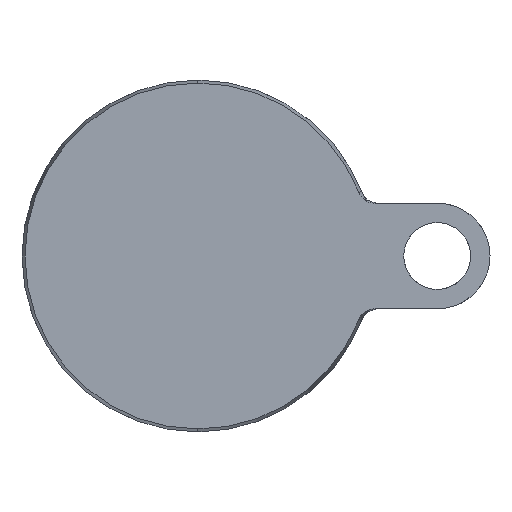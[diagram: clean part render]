
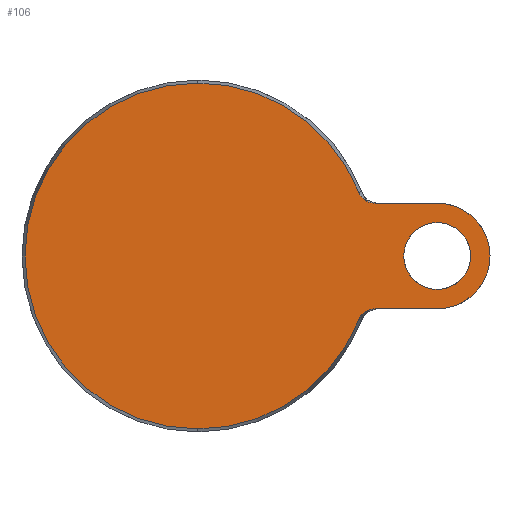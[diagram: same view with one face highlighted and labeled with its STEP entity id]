
A CAD part, front view. The second image highlights one B-rep face of the part: STEP entity #106.
In plain terms, the highlighted planar face has unit normal (0, -1, 0).
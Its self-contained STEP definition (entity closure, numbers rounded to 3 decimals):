
#19 = ORIENTED_EDGE ( 'NONE', *, *, #605, .T. ) ;
#21 = CARTESIAN_POINT ( 'NONE',  ( 68., 0., 0. ) ) ;
#26 = EDGE_LOOP ( 'NONE', ( #421, #1333 ) ) ;
#32 = CARTESIAN_POINT ( 'NONE',  ( 45.66, 0., 18.169 ) ) ;
#34 = CARTESIAN_POINT ( 'NONE',  ( 0., 0., 0. ) ) ;
#61 = EDGE_CURVE ( 'NONE', #1480, #189, #267, .T. ) ;
#67 = DIRECTION ( 'NONE',  ( 0., -1., 0. ) ) ;
#73 = EDGE_CURVE ( 'NONE', #1215, #866, #120, .T. ) ;
#86 = DIRECTION ( 'NONE',  ( 0., -1., 0. ) ) ;
#90 = VERTEX_POINT ( 'NONE', #650 ) ;
#103 = CARTESIAN_POINT ( 'NONE',  ( 45.848, 0., -17.699 ) ) ;
#106 = ADVANCED_FACE ( 'NONE', ( #1460, #1100 ), #302, .F. ) ;
#117 = CARTESIAN_POINT ( 'NONE',  ( 50.113, 0., -15. ) ) ;
#120 = CIRCLE ( 'NONE', #1155, 9.5 ) ;
#140 = B_SPLINE_CURVE_WITH_KNOTS ( 'NONE', 3,
 ( #227, #807, #468, #366, #938, #820, #930, #1387, #1138, #689, #813, #355, #1375, #1151 ),
 .UNSPECIFIED., .F., .F.,
 ( 4, 2, 2, 2, 2, 2, 4 ),
 ( 0., 0.001, 0.002, 0.003, 0.004, 0.004, 0.006 ),
 .UNSPECIFIED. ) ;
#143 = DIRECTION ( 'NONE',  ( 0., 0., 1. ) ) ;
#174 = EDGE_CURVE ( 'NONE', #90, #736, #1418, .T. ) ;
#181 = VERTEX_POINT ( 'NONE', #1441 ) ;
#188 = CARTESIAN_POINT ( 'NONE',  ( 0., 0., 49.143 ) ) ;
#189 = VERTEX_POINT ( 'NONE', #188 ) ;
#197 = AXIS2_PLACEMENT_3D ( 'NONE', #21, #252, #143 ) ;
#209 = DIRECTION ( 'NONE',  ( 0., 1., 0. ) ) ;
#227 = CARTESIAN_POINT ( 'NONE',  ( 50.366, 0., 15. ) ) ;
#235 = VERTEX_POINT ( 'NONE', #1431 ) ;
#239 = CARTESIAN_POINT ( 'NONE',  ( 49.363, 0., -15.093 ) ) ;
#242 = CIRCLE ( 'NONE', #749, 49.143 ) ;
#252 = DIRECTION ( 'NONE',  ( 0., 1., 0. ) ) ;
#254 = EDGE_CURVE ( 'NONE', #795, #235, #1246, .T. ) ;
#267 = CIRCLE ( 'NONE', #1322, 49.143 ) ;
#302 = PLANE ( 'NONE',  #337 ) ;
#304 = VERTEX_POINT ( 'NONE', #740 ) ;
#337 = AXIS2_PLACEMENT_3D ( 'NONE', #781, #209, #669 ) ;
#343 = CARTESIAN_POINT ( 'NONE',  ( 48.637, 0., -15.295 ) ) ;
#355 = CARTESIAN_POINT ( 'NONE',  ( 46.108, 0., 17.258 ) ) ;
#365 = CARTESIAN_POINT ( 'NONE',  ( 68., 0., 0. ) ) ;
#366 = CARTESIAN_POINT ( 'NONE',  ( 48.644, 0., 15.292 ) ) ;
#371 = EDGE_CURVE ( 'NONE', #189, #90, #242, .T. ) ;
#373 = EDGE_LOOP ( 'NONE', ( #1275, #1165, #810, #762, #448, #19, #979, #1145 ) ) ;
#406 = CARTESIAN_POINT ( 'NONE',  ( 68., 0., 0. ) ) ;
#421 = ORIENTED_EDGE ( 'NONE', *, *, #73, .T. ) ;
#445 = CARTESIAN_POINT ( 'NONE',  ( 46.1, 0., -17.269 ) ) ;
#448 = ORIENTED_EDGE ( 'NONE', *, *, #174, .T. ) ;
#468 = CARTESIAN_POINT ( 'NONE',  ( 49.366, 0., 15.074 ) ) ;
#484 = CARTESIAN_POINT ( 'NONE',  ( 15., 0., -15. ) ) ;
#515 = CARTESIAN_POINT ( 'NONE',  ( 68., 0., 15. ) ) ;
#551 = CARTESIAN_POINT ( 'NONE',  ( 45.66, 0., -18.169 ) ) ;
#596 = LINE ( 'NONE', #1327, #630 ) ;
#605 = EDGE_CURVE ( 'NONE', #736, #181, #687, .T. ) ;
#609 = DIRECTION ( 'NONE',  ( -1., 0., 0. ) ) ;
#624 = DIRECTION ( 'NONE',  ( 0., 0., -1. ) ) ;
#630 = VECTOR ( 'NONE', #1217, 1000. ) ;
#637 = EDGE_CURVE ( 'NONE', #235, #181, #850, .T. ) ;
#650 = CARTESIAN_POINT ( 'NONE',  ( 0., 0., -49.143 ) ) ;
#669 = DIRECTION ( 'NONE',  ( 0., 0., 1. ) ) ;
#687 = B_SPLINE_CURVE_WITH_KNOTS ( 'NONE', 3,
 ( #551, #103, #445, #812, #1047, #1250, #907, #1263, #819, #1365, #343, #806, #239, #700, #117, #1156 ),
 .UNSPECIFIED., .F., .F.,
 ( 4, 2, 2, 2, 2, 2, 2, 4 ),
 ( 0., 0.001, 0.002, 0.003, 0.004, 0.004, 0.005, 0.006 ),
 .UNSPECIFIED. ) ;
#689 = CARTESIAN_POINT ( 'NONE',  ( 46.751, 0., 16.495 ) ) ;
#700 = CARTESIAN_POINT ( 'NONE',  ( 49.862, 0., -15.019 ) ) ;
#736 = VERTEX_POINT ( 'NONE', #1069 ) ;
#740 = CARTESIAN_POINT ( 'NONE',  ( 50.366, 0., 15. ) ) ;
#749 = AXIS2_PLACEMENT_3D ( 'NONE', #977, #67, #875 ) ;
#756 = CARTESIAN_POINT ( 'NONE',  ( 0., 0., 0. ) ) ;
#762 = ORIENTED_EDGE ( 'NONE', *, *, #371, .T. ) ;
#763 = DIRECTION ( 'NONE',  ( 0., 0., -1. ) ) ;
#781 = CARTESIAN_POINT ( 'NONE',  ( -49.143, 0., 0. ) ) ;
#788 = DIRECTION ( 'NONE',  ( 0., 0., -1. ) ) ;
#795 = VERTEX_POINT ( 'NONE', #515 ) ;
#806 = CARTESIAN_POINT ( 'NONE',  ( 49.116, 0., -15.149 ) ) ;
#807 = CARTESIAN_POINT ( 'NONE',  ( 49.86, 0., 15. ) ) ;
#810 = ORIENTED_EDGE ( 'NONE', *, *, #61, .T. ) ;
#812 = CARTESIAN_POINT ( 'NONE',  ( 46.575, 0., -16.681 ) ) ;
#813 = CARTESIAN_POINT ( 'NONE',  ( 46.58, 0., 16.677 ) ) ;
#819 = CARTESIAN_POINT ( 'NONE',  ( 47.952, 0., -15.6 ) ) ;
#820 = CARTESIAN_POINT ( 'NONE',  ( 47.955, 0., 15.598 ) ) ;
#850 = LINE ( 'NONE', #484, #1323 ) ;
#866 = VERTEX_POINT ( 'NONE', #1095 ) ;
#875 = DIRECTION ( 'NONE',  ( 0., 0., -1. ) ) ;
#907 = CARTESIAN_POINT ( 'NONE',  ( 47.314, 0., -16.005 ) ) ;
#930 = CARTESIAN_POINT ( 'NONE',  ( 47.738, 0., 15.721 ) ) ;
#938 = CARTESIAN_POINT ( 'NONE',  ( 48.407, 0., 15.384 ) ) ;
#960 = CARTESIAN_POINT ( 'NONE',  ( 68., 0., -9.5 ) ) ;
#967 = CIRCLE ( 'NONE', #197, 9.5 ) ;
#977 = CARTESIAN_POINT ( 'NONE',  ( 0., 0., 0. ) ) ;
#979 = ORIENTED_EDGE ( 'NONE', *, *, #637, .F. ) ;
#1047 = CARTESIAN_POINT ( 'NONE',  ( 46.749, 0., -16.497 ) ) ;
#1060 = AXIS2_PLACEMENT_3D ( 'NONE', #756, #1334, #763 ) ;
#1069 = CARTESIAN_POINT ( 'NONE',  ( 45.66, 0., -18.169 ) ) ;
#1095 = CARTESIAN_POINT ( 'NONE',  ( 68., 0., 9.5 ) ) ;
#1099 = EDGE_CURVE ( 'NONE', #866, #1215, #967, .T. ) ;
#1100 = FACE_BOUND ( 'NONE', #26, .T. ) ;
#1107 = DIRECTION ( 'NONE',  ( 0., 0., 1. ) ) ;
#1138 = CARTESIAN_POINT ( 'NONE',  ( 47.122, 0., 16.157 ) ) ;
#1145 = ORIENTED_EDGE ( 'NONE', *, *, #254, .F. ) ;
#1151 = CARTESIAN_POINT ( 'NONE',  ( 45.66, 0., 18.169 ) ) ;
#1155 = AXIS2_PLACEMENT_3D ( 'NONE', #406, #1233, #1107 ) ;
#1156 = CARTESIAN_POINT ( 'NONE',  ( 50.366, 0., -15. ) ) ;
#1165 = ORIENTED_EDGE ( 'NONE', *, *, #1364, .T. ) ;
#1215 = VERTEX_POINT ( 'NONE', #960 ) ;
#1217 = DIRECTION ( 'NONE',  ( 1., 0., 0. ) ) ;
#1227 = EDGE_CURVE ( 'NONE', #304, #795, #596, .T. ) ;
#1233 = DIRECTION ( 'NONE',  ( 0., 1., 0. ) ) ;
#1246 = CIRCLE ( 'NONE', #1391, 15. ) ;
#1250 = CARTESIAN_POINT ( 'NONE',  ( 47.118, 0., -16.16 ) ) ;
#1263 = CARTESIAN_POINT ( 'NONE',  ( 47.73, 0., -15.726 ) ) ;
#1275 = ORIENTED_EDGE ( 'NONE', *, *, #1227, .F. ) ;
#1306 = DIRECTION ( 'NONE',  ( 0., 1., 0. ) ) ;
#1322 = AXIS2_PLACEMENT_3D ( 'NONE', #34, #86, #788 ) ;
#1323 = VECTOR ( 'NONE', #609, 1000. ) ;
#1327 = CARTESIAN_POINT ( 'NONE',  ( 15., 0., 15. ) ) ;
#1333 = ORIENTED_EDGE ( 'NONE', *, *, #1099, .T. ) ;
#1334 = DIRECTION ( 'NONE',  ( 0., -1., 0. ) ) ;
#1364 = EDGE_CURVE ( 'NONE', #304, #1480, #140, .T. ) ;
#1365 = CARTESIAN_POINT ( 'NONE',  ( 48.405, 0., -15.385 ) ) ;
#1375 = CARTESIAN_POINT ( 'NONE',  ( 45.848, 0., 17.699 ) ) ;
#1387 = CARTESIAN_POINT ( 'NONE',  ( 47.322, 0., 16. ) ) ;
#1391 = AXIS2_PLACEMENT_3D ( 'NONE', #365, #1306, #624 ) ;
#1418 = CIRCLE ( 'NONE', #1060, 49.143 ) ;
#1431 = CARTESIAN_POINT ( 'NONE',  ( 68., 0., -15. ) ) ;
#1441 = CARTESIAN_POINT ( 'NONE',  ( 50.366, 0., -15. ) ) ;
#1460 = FACE_OUTER_BOUND ( 'NONE', #373, .T. ) ;
#1480 = VERTEX_POINT ( 'NONE', #32 ) ;
